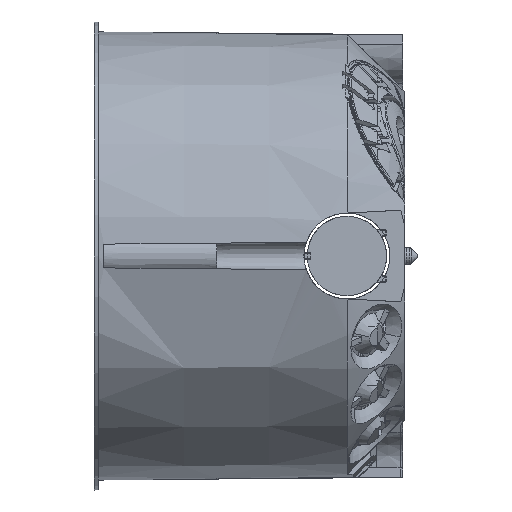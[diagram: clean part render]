
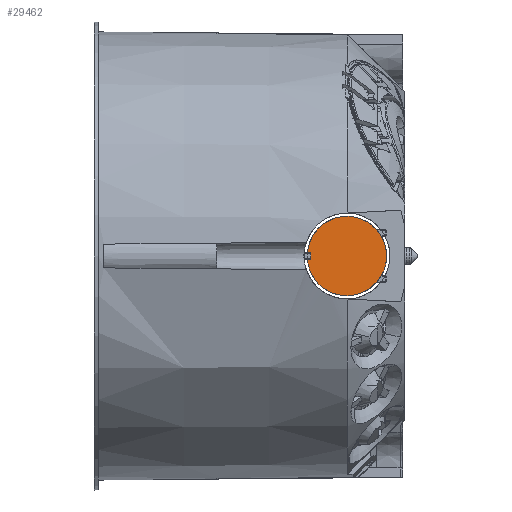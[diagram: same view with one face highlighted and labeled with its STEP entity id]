
A CAD part, left-side view. The second image highlights one B-rep face of the part: STEP entity #29462.
In plain terms, the highlighted planar face has unit normal (-0.999, -0.052, 0).
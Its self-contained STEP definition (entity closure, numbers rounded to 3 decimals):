
#1430 = VERTEX_POINT ( 'NONE', #39707 ) ;
#3810 = CARTESIAN_POINT ( 'NONE',  ( -61.749, -32.54, -3.771 ) ) ;
#5146 = CARTESIAN_POINT ( 'NONE',  ( -61.738, -32.758, -0.45 ) ) ;
#5764 = LINE ( 'NONE', #5146, #14580 ) ;
#10049 = VERTEX_POINT ( 'NONE', #22880 ) ;
#12498 = CARTESIAN_POINT ( 'NONE',  ( -61.45, -38.25, 6. ) ) ;
#13568 = AXIS2_PLACEMENT_3D ( 'NONE', #28991, #38518, #117927 ) ;
#14580 = VECTOR ( 'NONE', #122020, 1000. ) ;
#15052 = DIRECTION ( 'NONE',  ( 0.999, 0.052, 0. ) ) ;
#20455 = VERTEX_POINT ( 'NONE', #53117 ) ;
#21561 = CARTESIAN_POINT ( 'NONE',  ( -61.45, -38.25, -6. ) ) ;
#22880 = CARTESIAN_POINT ( 'NONE',  ( -61.738, -32.758, -0.358 ) ) ;
#24212 = CARTESIAN_POINT ( 'NONE',  ( -61.45, -38.25, -6. ) ) ;
#25422 = ORIENTED_EDGE ( 'NONE', *, *, #107348, .T. ) ;
#26387 = FACE_OUTER_BOUND ( 'NONE', #47589, .T. ) ;
#27945 = EDGE_CURVE ( 'NONE', #54784, #86264, #99657, .T. ) ;
#27960 = CARTESIAN_POINT ( 'NONE',  ( -61.801, -31.559, -0.555 ) ) ;
#28991 = CARTESIAN_POINT ( 'NONE',  ( -61.743, -32.658, 0.358 ) ) ;
#29462 = ADVANCED_FACE ( 'NONE', ( #26387 ), #83013, .T. ) ;
#36184 = DIRECTION ( 'NONE',  ( -0.052, 0.995, 0.087 ) ) ;
#36548 = CARTESIAN_POINT ( 'NONE',  ( -61.45, -38.25, 0. ) ) ;
#37195 = EDGE_CURVE ( 'NONE', #123318, #45290, #50268, .T. ) ;
#38155 = CARTESIAN_POINT ( 'NONE',  ( -61.763, -32.27, 0.493 ) ) ;
#38518 = DIRECTION ( 'NONE',  ( 0.999, 0.052, 0. ) ) ;
#39707 = CARTESIAN_POINT ( 'NONE',  ( -61.743, -32.666, -0.458 ) ) ;
#43676 = CARTESIAN_POINT ( 'NONE',  ( -61.743, -32.658, -0.358 ) ) ;
#44342 = ORIENTED_EDGE ( 'NONE', *, *, #47229, .F. ) ;
#45290 = VERTEX_POINT ( 'NONE', #67775 ) ;
#47229 = EDGE_CURVE ( 'NONE', #20455, #54784, #54677, .T. ) ;
#47589 = EDGE_LOOP ( 'NONE', ( #113766, #109731, #82219, #51176, #44342, #25422, #66704, #113463 ) ) ;
#48323 = DIRECTION ( 'NONE',  ( 0.052, -0.995, 0.087 ) ) ;
#48961 = AXIS2_PLACEMENT_3D ( 'NONE', #36548, #83632, #92564 ) ;
#49836 = CIRCLE ( 'NONE', #120763, 0.1 ) ;
#50268 =( BOUNDED_CURVE ( )  B_SPLINE_CURVE ( 3, ( #21561, #108660, #3810, #118816 ),
 .UNSPECIFIED., .F., .T. ) 
 B_SPLINE_CURVE_WITH_KNOTS ( ( 4, 4 ),
 ( 1.571, 3.059 ),
 .UNSPECIFIED. ) 
 CURVE ( )  GEOMETRIC_REPRESENTATION_ITEM ( )  RATIONAL_B_SPLINE_CURVE ( ( 1., 0.824, 0.824, 1. ) ) 
 REPRESENTATION_ITEM ( '' )  );
#51176 = ORIENTED_EDGE ( 'NONE', *, *, #27945, .F. ) ;
#53117 = CARTESIAN_POINT ( 'NONE',  ( -61.743, -32.666, 0.458 ) ) ;
#53842 = DIRECTION ( 'NONE',  ( 0.052, -0.999, 0. ) ) ;
#54215 = CIRCLE ( 'NONE', #13568, 0.1 ) ;
#54677 = LINE ( 'NONE', #83260, #76430 ) ;
#54784 = VERTEX_POINT ( 'NONE', #96798 ) ;
#55323 = EDGE_CURVE ( 'NONE', #10049, #1430, #49836, .T. ) ;
#59571 = VECTOR ( 'NONE', #48323, 1000. ) ;
#60893 = CARTESIAN_POINT ( 'NONE',  ( -61.45, -38.25, 6. ) ) ;
#66552 = EDGE_CURVE ( 'NONE', #86264, #123318, #119557, .T. ) ;
#66704 = ORIENTED_EDGE ( 'NONE', *, *, #85434, .F. ) ;
#67775 = CARTESIAN_POINT ( 'NONE',  ( -61.763, -32.27, -0.493 ) ) ;
#68450 = EDGE_CURVE ( 'NONE', #45290, #1430, #95343, .T. ) ;
#75515 = CARTESIAN_POINT ( 'NONE',  ( -61.738, -32.758, 0.358 ) ) ;
#76430 = VECTOR ( 'NONE', #36184, 1000. ) ;
#76965 = CARTESIAN_POINT ( 'NONE',  ( -61.749, -32.54, 3.771 ) ) ;
#78100 = CARTESIAN_POINT ( 'NONE',  ( -61.45, -38.25, -6. ) ) ;
#80590 = CARTESIAN_POINT ( 'NONE',  ( -60.821, -50.25, -6. ) ) ;
#82219 = ORIENTED_EDGE ( 'NONE', *, *, #66552, .F. ) ;
#83013 = PLANE ( 'NONE',  #48961 ) ;
#83260 = CARTESIAN_POINT ( 'NONE',  ( -61.738, -32.758, 0.45 ) ) ;
#83632 = DIRECTION ( 'NONE',  ( -0.999, -0.052, 0. ) ) ;
#85434 = EDGE_CURVE ( 'NONE', #10049, #122700, #5764, .T. ) ;
#86264 = VERTEX_POINT ( 'NONE', #12498 ) ;
#92564 = DIRECTION ( 'NONE',  ( 0.052, -0.999, 0. ) ) ;
#95343 = LINE ( 'NONE', #27960, #59571 ) ;
#96798 = CARTESIAN_POINT ( 'NONE',  ( -61.763, -32.27, 0.493 ) ) ;
#99657 =( BOUNDED_CURVE ( )  B_SPLINE_CURVE ( 3, ( #38155, #76965, #122712, #123332 ),
 .UNSPECIFIED., .F., .F. ) 
 B_SPLINE_CURVE_WITH_KNOTS ( ( 4, 4 ),
 ( 3.224, 4.712 ),
 .UNSPECIFIED. ) 
 CURVE ( )  GEOMETRIC_REPRESENTATION_ITEM ( )  RATIONAL_B_SPLINE_CURVE ( ( 1., 0.824, 0.824, 1. ) ) 
 REPRESENTATION_ITEM ( '' )  );
#107348 = EDGE_CURVE ( 'NONE', #20455, #122700, #54215, .T. ) ;
#108660 = CARTESIAN_POINT ( 'NONE',  ( -61.622, -34.96, -6. ) ) ;
#109731 = ORIENTED_EDGE ( 'NONE', *, *, #37195, .F. ) ;
#113463 = ORIENTED_EDGE ( 'NONE', *, *, #55323, .T. ) ;
#113766 = ORIENTED_EDGE ( 'NONE', *, *, #68450, .F. ) ;
#117443 = CARTESIAN_POINT ( 'NONE',  ( -60.821, -50.25, 6. ) ) ;
#117927 = DIRECTION ( 'NONE',  ( 0.052, -0.999, 0. ) ) ;
#118816 = CARTESIAN_POINT ( 'NONE',  ( -61.763, -32.27, -0.493 ) ) ;
#119557 =( BOUNDED_CURVE ( )  B_SPLINE_CURVE ( 3, ( #60893, #117443, #80590, #78100 ),
 .UNSPECIFIED., .F., .T. ) 
 B_SPLINE_CURVE_WITH_KNOTS ( ( 4, 4 ),
 ( 4.712, 7.854 ),
 .UNSPECIFIED. ) 
 CURVE ( )  GEOMETRIC_REPRESENTATION_ITEM ( )  RATIONAL_B_SPLINE_CURVE ( ( 1., 0.333, 0.333, 1. ) ) 
 REPRESENTATION_ITEM ( '' )  );
#120763 = AXIS2_PLACEMENT_3D ( 'NONE', #43676, #15052, #53842 ) ;
#122020 = DIRECTION ( 'NONE',  ( 0., 0., 1. ) ) ;
#122700 = VERTEX_POINT ( 'NONE', #75515 ) ;
#122712 = CARTESIAN_POINT ( 'NONE',  ( -61.622, -34.96, 6. ) ) ;
#123318 = VERTEX_POINT ( 'NONE', #24212 ) ;
#123332 = CARTESIAN_POINT ( 'NONE',  ( -61.45, -38.25, 6. ) ) ;
